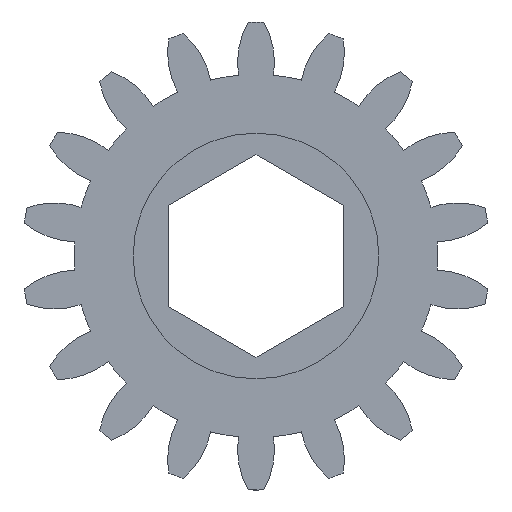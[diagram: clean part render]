
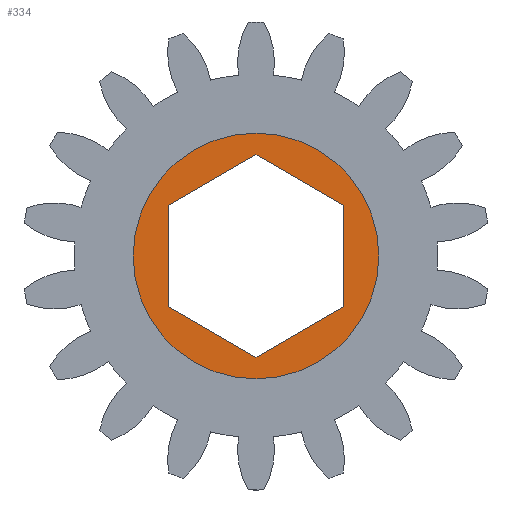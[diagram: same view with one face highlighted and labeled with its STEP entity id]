
A CAD part, left-side view. The second image highlights one B-rep face of the part: STEP entity #334.
In plain terms, the highlighted planar face has unit normal (-1, 0, 0).
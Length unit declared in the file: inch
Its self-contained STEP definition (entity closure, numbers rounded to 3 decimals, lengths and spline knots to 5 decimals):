
#62 = EDGE_CURVE ( 'NONE', #1561, #1640, #1476, .T. ) ;
#104 = FACE_BOUND ( 'NONE', #2010, .T. ) ;
#211 = FACE_OUTER_BOUND ( 'NONE', #2117, .T. ) ;
#316 = CARTESIAN_POINT ( 'NONE',  ( -0.0625, -0.1875, 0.10825 ) ) ;
#334 = ADVANCED_FACE ( 'NONE', ( #104, #211 ), #1932, .F. ) ;
#358 = DIRECTION ( 'NONE',  ( 0., 0., -1. ) ) ;
#448 = DIRECTION ( 'NONE',  ( 0., 0.866, -0.5 ) ) ;
#474 = CARTESIAN_POINT ( 'NONE',  ( -0.0625, -0.1875, -0.10825 ) ) ;
#546 = VERTEX_POINT ( 'NONE', #687 ) ;
#620 = EDGE_CURVE ( 'NONE', #3034, #790, #1796, .T. ) ;
#660 = DIRECTION ( 'NONE',  ( 0., -0.866, 0.5 ) ) ;
#668 = CARTESIAN_POINT ( 'NONE',  ( -0.0625, 0.1875, 0.10825 ) ) ;
#687 = CARTESIAN_POINT ( 'NONE',  ( -0.0625, 0., 0.21651 ) ) ;
#769 = EDGE_CURVE ( 'NONE', #2527, #1489, #1450, .T. ) ;
#790 = VERTEX_POINT ( 'NONE', #2929 ) ;
#814 = AXIS2_PLACEMENT_3D ( 'NONE', #846, #843, #841 ) ;
#841 = DIRECTION ( 'NONE',  ( 0., 0., -1. ) ) ;
#843 = DIRECTION ( 'NONE',  ( 1., 0., 0. ) ) ;
#846 = CARTESIAN_POINT ( 'NONE',  ( -0.0625, 0., 0. ) ) ;
#856 = CARTESIAN_POINT ( 'NONE',  ( -0.0625, 0., 0.2625 ) ) ;
#1092 = ORIENTED_EDGE ( 'NONE', *, *, #620, .T. ) ;
#1098 = ORIENTED_EDGE ( 'NONE', *, *, #1995, .T. ) ;
#1119 = ORIENTED_EDGE ( 'NONE', *, *, #62, .T. ) ;
#1126 = ORIENTED_EDGE ( 'NONE', *, *, #2821, .T. ) ;
#1136 = ORIENTED_EDGE ( 'NONE', *, *, #2630, .T. ) ;
#1163 = ORIENTED_EDGE ( 'NONE', *, *, #2822, .T. ) ;
#1169 = ORIENTED_EDGE ( 'NONE', *, *, #2495, .F. ) ;
#1174 = ORIENTED_EDGE ( 'NONE', *, *, #769, .F. ) ;
#1305 = CARTESIAN_POINT ( 'NONE',  ( -0.0625, 0.1875, -0.10825 ) ) ;
#1344 = DIRECTION ( 'NONE',  ( 0., -0.866, -0.5 ) ) ;
#1447 = VECTOR ( 'NONE', #2937, 39.37008 ) ;
#1450 = CIRCLE ( 'NONE', #1482, 0.2625 ) ;
#1454 = LINE ( 'NONE', #1305, #1447 ) ;
#1470 = VECTOR ( 'NONE', #1684, 39.37008 ) ;
#1476 = LINE ( 'NONE', #1544, #1470 ) ;
#1482 = AXIS2_PLACEMENT_3D ( 'NONE', #2960, #2953, #2956 ) ;
#1486 = VECTOR ( 'NONE', #1344, 39.37008 ) ;
#1487 = CARTESIAN_POINT ( 'NONE',  ( -0.0625, 0., 0.21651 ) ) ;
#1489 = VERTEX_POINT ( 'NONE', #2483 ) ;
#1535 = LINE ( 'NONE', #1487, #1486 ) ;
#1544 = CARTESIAN_POINT ( 'NONE',  ( -0.0625, 0., -0.21651 ) ) ;
#1561 = VERTEX_POINT ( 'NONE', #2398 ) ;
#1607 = CARTESIAN_POINT ( 'NONE',  ( -0.0625, 0.1875, 0.10825 ) ) ;
#1640 = VERTEX_POINT ( 'NONE', #2310 ) ;
#1684 = DIRECTION ( 'NONE',  ( 0., 0.866, 0.5 ) ) ;
#1695 = DIRECTION ( 'NONE',  ( 0., 0., -1. ) ) ;
#1721 = CARTESIAN_POINT ( 'NONE',  ( -0.0625, 0., 0. ) ) ;
#1730 = DIRECTION ( 'NONE',  ( 1., 0., 0. ) ) ;
#1765 = VECTOR ( 'NONE', #358, 39.37008 ) ;
#1796 = LINE ( 'NONE', #316, #1765 ) ;
#1881 = VECTOR ( 'NONE', #660, 39.37008 ) ;
#1928 = LINE ( 'NONE', #668, #1881 ) ;
#1932 = PLANE ( 'NONE',  #2019 ) ;
#1995 = EDGE_CURVE ( 'NONE', #790, #1561, #2794, .T. ) ;
#2010 = EDGE_LOOP ( 'NONE', ( #1092, #1098, #1119, #1126, #1136, #1163 ) ) ;
#2019 = AXIS2_PLACEMENT_3D ( 'NONE', #1721, #1730, #1695 ) ;
#2096 = CIRCLE ( 'NONE', #814, 0.2625 ) ;
#2117 = EDGE_LOOP ( 'NONE', ( #1169, #1174 ) ) ;
#2310 = CARTESIAN_POINT ( 'NONE',  ( -0.0625, 0.1875, -0.10825 ) ) ;
#2398 = CARTESIAN_POINT ( 'NONE',  ( -0.0625, 0., -0.21651 ) ) ;
#2483 = CARTESIAN_POINT ( 'NONE',  ( -0.0625, 0., -0.2625 ) ) ;
#2495 = EDGE_CURVE ( 'NONE', #1489, #2527, #2096, .T. ) ;
#2527 = VERTEX_POINT ( 'NONE', #856 ) ;
#2630 = EDGE_CURVE ( 'NONE', #2897, #546, #1928, .T. ) ;
#2725 = VECTOR ( 'NONE', #448, 39.37008 ) ;
#2794 = LINE ( 'NONE', #474, #2725 ) ;
#2821 = EDGE_CURVE ( 'NONE', #1640, #2897, #1454, .T. ) ;
#2822 = EDGE_CURVE ( 'NONE', #546, #3034, #1535, .T. ) ;
#2897 = VERTEX_POINT ( 'NONE', #1607 ) ;
#2929 = CARTESIAN_POINT ( 'NONE',  ( -0.0625, -0.1875, -0.10825 ) ) ;
#2937 = DIRECTION ( 'NONE',  ( 0., 0., 1. ) ) ;
#2953 = DIRECTION ( 'NONE',  ( 1., 0., 0. ) ) ;
#2956 = DIRECTION ( 'NONE',  ( 0., 0., -1. ) ) ;
#2960 = CARTESIAN_POINT ( 'NONE',  ( -0.0625, 0., 0. ) ) ;
#2973 = CARTESIAN_POINT ( 'NONE',  ( -0.0625, -0.1875, 0.10825 ) ) ;
#3034 = VERTEX_POINT ( 'NONE', #2973 ) ;
